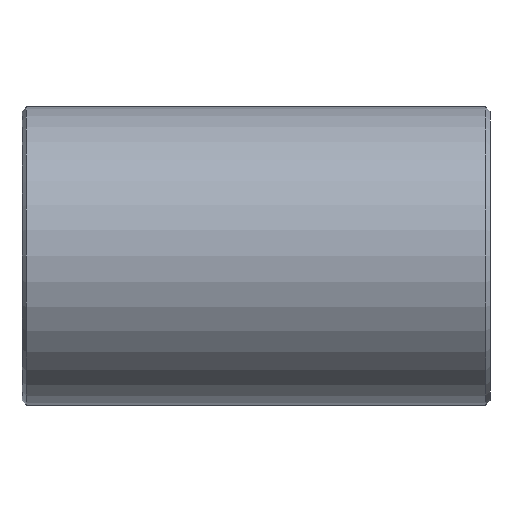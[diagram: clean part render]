
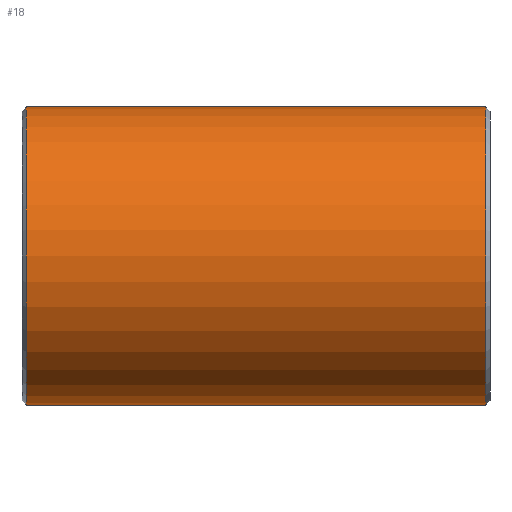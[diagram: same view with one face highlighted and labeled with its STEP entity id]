
A CAD part, front view. The second image highlights one B-rep face of the part: STEP entity #18.
In plain terms, the highlighted cylindrical face has radius 161.925 mm (diameter 323.85 mm), a partial arc.
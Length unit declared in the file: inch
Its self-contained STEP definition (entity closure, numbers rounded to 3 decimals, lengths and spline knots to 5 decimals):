
#18 = ADVANCED_FACE ( 'NONE', ( #543 ), #815, .T. ) ;
#51 = AXIS2_PLACEMENT_3D ( 'NONE', #547, #692, #287 ) ;
#159 = EDGE_CURVE ( 'NONE', #200, #608, #263, .T. ) ;
#162 = EDGE_CURVE ( 'NONE', #619, #200, #571, .T. ) ;
#200 = VERTEX_POINT ( 'NONE', #696 ) ;
#217 = ORIENTED_EDGE ( 'NONE', *, *, #594, .T. ) ;
#231 = CARTESIAN_POINT ( 'NONE',  ( 10., 0., 6.375 ) ) ;
#245 = AXIS2_PLACEMENT_3D ( 'NONE', #636, #565, #834 ) ;
#251 = LINE ( 'NONE', #324, #639 ) ;
#263 = CIRCLE ( 'NONE', #245, 6.375 ) ;
#287 = DIRECTION ( 'NONE',  ( 0., 0., 1. ) ) ;
#320 = CARTESIAN_POINT ( 'NONE',  ( -9.81267, 0., -6.375 ) ) ;
#324 = CARTESIAN_POINT ( 'NONE',  ( 10., 0., -6.375 ) ) ;
#326 = ORIENTED_EDGE ( 'NONE', *, *, #621, .F. ) ;
#369 = DIRECTION ( 'NONE',  ( -1., 0., 0. ) ) ;
#433 = CARTESIAN_POINT ( 'NONE',  ( 9.81267, 0., -6.375 ) ) ;
#461 = VERTEX_POINT ( 'NONE', #433 ) ;
#498 = AXIS2_PLACEMENT_3D ( 'NONE', #714, #655, #723 ) ;
#522 = EDGE_LOOP ( 'NONE', ( #326, #217, #726, #642 ) ) ;
#543 = FACE_OUTER_BOUND ( 'NONE', #522, .T. ) ;
#547 = CARTESIAN_POINT ( 'NONE',  ( 10., 0., 0. ) ) ;
#565 = DIRECTION ( 'NONE',  ( 1., 0., 0. ) ) ;
#571 = LINE ( 'NONE', #231, #861 ) ;
#594 = EDGE_CURVE ( 'NONE', #461, #619, #769, .T. ) ;
#608 = VERTEX_POINT ( 'NONE', #320 ) ;
#619 = VERTEX_POINT ( 'NONE', #790 ) ;
#621 = EDGE_CURVE ( 'NONE', #461, #608, #251, .T. ) ;
#636 = CARTESIAN_POINT ( 'NONE',  ( -9.81267, 0., 0. ) ) ;
#639 = VECTOR ( 'NONE', #710, 39.37008 ) ;
#642 = ORIENTED_EDGE ( 'NONE', *, *, #159, .T. ) ;
#655 = DIRECTION ( 'NONE',  ( -1., 0., 0. ) ) ;
#692 = DIRECTION ( 'NONE',  ( -1., 0., 0. ) ) ;
#696 = CARTESIAN_POINT ( 'NONE',  ( -9.81267, 0., 6.375 ) ) ;
#710 = DIRECTION ( 'NONE',  ( -1., 0., 0. ) ) ;
#714 = CARTESIAN_POINT ( 'NONE',  ( 9.81267, 0., 0. ) ) ;
#723 = DIRECTION ( 'NONE',  ( 0., 0., -1. ) ) ;
#726 = ORIENTED_EDGE ( 'NONE', *, *, #162, .T. ) ;
#769 = CIRCLE ( 'NONE', #498, 6.375 ) ;
#790 = CARTESIAN_POINT ( 'NONE',  ( 9.81267, 0., 6.375 ) ) ;
#815 = CYLINDRICAL_SURFACE ( 'NONE', #51, 6.375 ) ;
#834 = DIRECTION ( 'NONE',  ( 0., 0., 1. ) ) ;
#861 = VECTOR ( 'NONE', #369, 39.37008 ) ;
